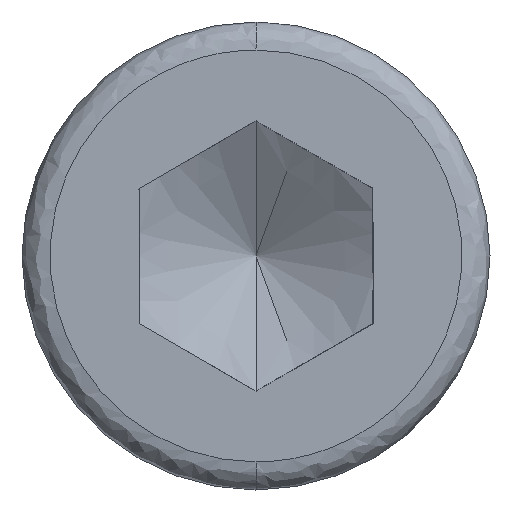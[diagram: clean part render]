
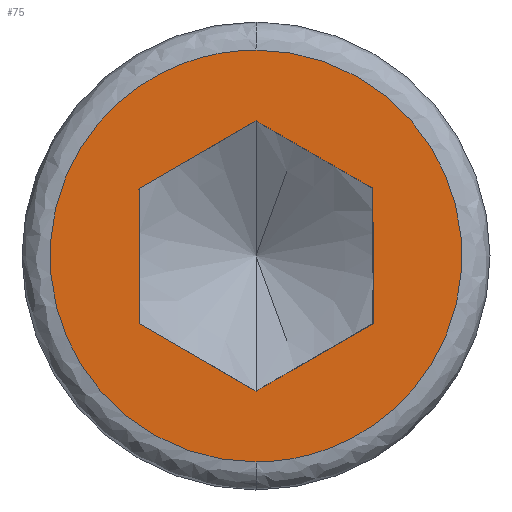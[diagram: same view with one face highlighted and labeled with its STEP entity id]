
A CAD part, left-side view. The second image highlights one B-rep face of the part: STEP entity #75.
In plain terms, the highlighted planar face has unit normal (-1, 0, 0).
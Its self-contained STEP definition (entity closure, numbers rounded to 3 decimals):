
#9 = CARTESIAN_POINT ( 'NONE',  ( -6., 3.943, 0. ) ) ;
#12 = AXIS2_PLACEMENT_3D ( 'NONE', #9, #200, #295 ) ;
#30 = CARTESIAN_POINT ( 'NONE',  ( -6., 2.5, 1.443 ) ) ;
#31 = VERTEX_POINT ( 'NONE', #79 ) ;
#32 = CARTESIAN_POINT ( 'NONE',  ( -6., -2.5, -1.443 ) ) ;
#45 = CARTESIAN_POINT ( 'NONE',  ( -6., 0., 2.887 ) ) ;
#75 = ADVANCED_FACE ( 'NONE', ( #326, #593 ), #606, .T. ) ;
#79 = CARTESIAN_POINT ( 'NONE',  ( -6., -2.5, 1.443 ) ) ;
#118 = CARTESIAN_POINT ( 'NONE',  ( -6., 2.5, 0. ) ) ;
#124 = VECTOR ( 'NONE', #163, 1000. ) ;
#125 = ORIENTED_EDGE ( 'NONE', *, *, #357, .T. ) ;
#140 = EDGE_CURVE ( 'NONE', #31, #226, #377, .T. ) ;
#142 = EDGE_CURVE ( 'NONE', #390, #305, #520, .T. ) ;
#145 = CARTESIAN_POINT ( 'NONE',  ( -6., 0., 4.4 ) ) ;
#154 = CARTESIAN_POINT ( 'NONE',  ( -6., 0., -4.4 ) ) ;
#156 = LINE ( 'NONE', #308, #398 ) ;
#160 = DIRECTION ( 'NONE',  ( 0., 0.866, 0.5 ) ) ;
#163 = DIRECTION ( 'NONE',  ( 0., 0., 1. ) ) ;
#200 = DIRECTION ( 'NONE',  ( -1., 0., 0. ) ) ;
#203 = ORIENTED_EDGE ( 'NONE', *, *, #351, .T. ) ;
#218 = ORIENTED_EDGE ( 'NONE', *, *, #142, .F. ) ;
#223 = VECTOR ( 'NONE', #552, 1000. ) ;
#226 = VERTEX_POINT ( 'NONE', #400 ) ;
#265 = DIRECTION ( 'NONE',  ( 0., 0.866, -0.5 ) ) ;
#270 = CARTESIAN_POINT ( 'NONE',  ( -6., 0., 4.4 ) ) ;
#271 = VECTOR ( 'NONE', #265, 1000. ) ;
#275 = CARTESIAN_POINT ( 'NONE',  ( -6., 0., -2.887 ) ) ;
#295 = DIRECTION ( 'NONE',  ( 0., 0., 1. ) ) ;
#303 = LINE ( 'NONE', #118, #124 ) ;
#305 = VERTEX_POINT ( 'NONE', #154 ) ;
#308 = CARTESIAN_POINT ( 'NONE',  ( -6., 0., -2.887 ) ) ;
#326 = FACE_BOUND ( 'NONE', #360, .T. ) ;
#341 = CARTESIAN_POINT ( 'NONE',  ( -6., -2.5, 0. ) ) ;
#342 = EDGE_CURVE ( 'NONE', #560, #545, #303, .T. ) ;
#351 = EDGE_CURVE ( 'NONE', #533, #560, #156, .T. ) ;
#357 = EDGE_CURVE ( 'NONE', #226, #533, #369, .T. ) ;
#360 = EDGE_LOOP ( 'NONE', ( #125, #203, #499, #561, #467, #484 ) ) ;
#366 = EDGE_CURVE ( 'NONE', #545, #401, #423, .T. ) ;
#369 = LINE ( 'NONE', #32, #271 ) ;
#373 = CARTESIAN_POINT ( 'NONE',  ( -6., 2.5, 1.443 ) ) ;
#377 = LINE ( 'NONE', #341, #431 ) ;
#383 = ORIENTED_EDGE ( 'NONE', *, *, #542, .F. ) ;
#385 =( BOUNDED_CURVE ( )  B_SPLINE_CURVE ( 3, ( #462, #421, #510, #270 ),
 .UNSPECIFIED., .F., .F. ) 
 B_SPLINE_CURVE_WITH_KNOTS ( ( 4, 4 ),
 ( 0.75, 1.25 ),
 .UNSPECIFIED. ) 
 CURVE ( )  GEOMETRIC_REPRESENTATION_ITEM ( )  RATIONAL_B_SPLINE_CURVE ( ( 1., 0.333, 0.333, 1. ) ) 
 REPRESENTATION_ITEM ( '' )  );
#390 = VERTEX_POINT ( 'NONE', #412 ) ;
#398 = VECTOR ( 'NONE', #160, 1000. ) ;
#400 = CARTESIAN_POINT ( 'NONE',  ( -6., -2.5, -1.443 ) ) ;
#401 = VERTEX_POINT ( 'NONE', #586 ) ;
#412 = CARTESIAN_POINT ( 'NONE',  ( -6., 0., 4.4 ) ) ;
#414 = EDGE_LOOP ( 'NONE', ( #383, #218 ) ) ;
#421 = CARTESIAN_POINT ( 'NONE',  ( -6., 8.8, -4.4 ) ) ;
#423 = LINE ( 'NONE', #30, #223 ) ;
#429 = DIRECTION ( 'NONE',  ( 0., -0.866, -0.5 ) ) ;
#431 = VECTOR ( 'NONE', #440, 1000. ) ;
#440 = DIRECTION ( 'NONE',  ( 0., 0., -1. ) ) ;
#443 = CARTESIAN_POINT ( 'NONE',  ( -6., -8.8, -4.4 ) ) ;
#462 = CARTESIAN_POINT ( 'NONE',  ( -6., 0., -4.4 ) ) ;
#467 = ORIENTED_EDGE ( 'NONE', *, *, #587, .T. ) ;
#483 = VECTOR ( 'NONE', #429, 1000. ) ;
#484 = ORIENTED_EDGE ( 'NONE', *, *, #140, .T. ) ;
#499 = ORIENTED_EDGE ( 'NONE', *, *, #342, .T. ) ;
#510 = CARTESIAN_POINT ( 'NONE',  ( -6., 8.8, 4.4 ) ) ;
#520 =( BOUNDED_CURVE ( )  B_SPLINE_CURVE ( 3, ( #145, #571, #443, #572 ),
 .UNSPECIFIED., .F., .F. ) 
 B_SPLINE_CURVE_WITH_KNOTS ( ( 4, 4 ),
 ( 0.25, 0.75 ),
 .UNSPECIFIED. ) 
 CURVE ( )  GEOMETRIC_REPRESENTATION_ITEM ( )  RATIONAL_B_SPLINE_CURVE ( ( 1., 0.333, 0.333, 1. ) ) 
 REPRESENTATION_ITEM ( '' )  );
#533 = VERTEX_POINT ( 'NONE', #275 ) ;
#542 = EDGE_CURVE ( 'NONE', #305, #390, #385, .T. ) ;
#545 = VERTEX_POINT ( 'NONE', #373 ) ;
#552 = DIRECTION ( 'NONE',  ( 0., -0.866, 0.5 ) ) ;
#555 = LINE ( 'NONE', #45, #483 ) ;
#556 = CARTESIAN_POINT ( 'NONE',  ( -6., 2.5, -1.443 ) ) ;
#560 = VERTEX_POINT ( 'NONE', #556 ) ;
#561 = ORIENTED_EDGE ( 'NONE', *, *, #366, .T. ) ;
#571 = CARTESIAN_POINT ( 'NONE',  ( -6., -8.8, 4.4 ) ) ;
#572 = CARTESIAN_POINT ( 'NONE',  ( -6., 0., -4.4 ) ) ;
#586 = CARTESIAN_POINT ( 'NONE',  ( -6., 0., 2.887 ) ) ;
#587 = EDGE_CURVE ( 'NONE', #401, #31, #555, .T. ) ;
#593 = FACE_OUTER_BOUND ( 'NONE', #414, .T. ) ;
#606 = PLANE ( 'NONE',  #12 ) ;
